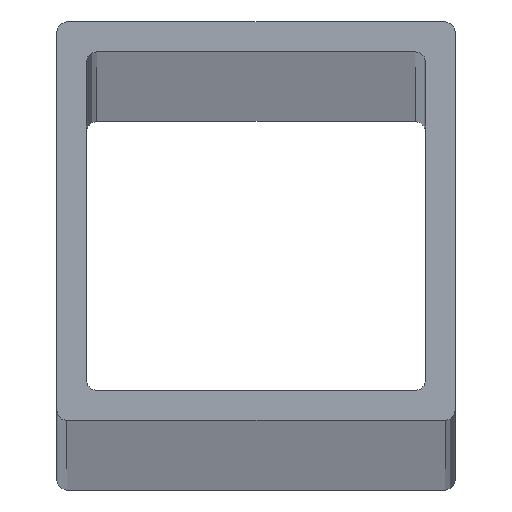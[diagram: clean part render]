
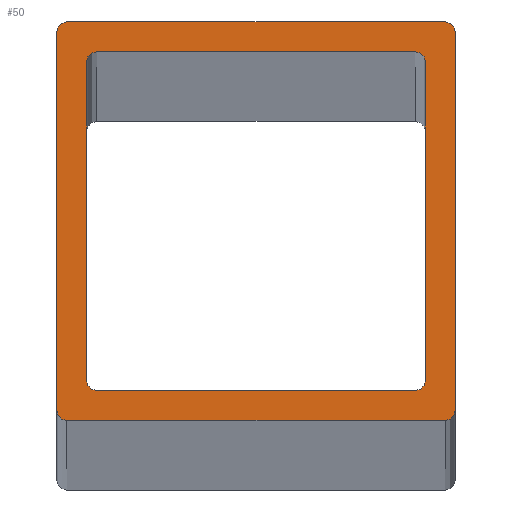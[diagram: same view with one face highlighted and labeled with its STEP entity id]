
A CAD part, top view. The second image highlights one B-rep face of the part: STEP entity #50.
In plain terms, the highlighted planar face has unit normal (0, 0, 1).
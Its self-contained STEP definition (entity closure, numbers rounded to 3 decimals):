
#50 = ADVANCED_FACE( '', ( #107, #108 ), #109, .T. );
#107 = FACE_BOUND( '', #170, .T. );
#108 = FACE_OUTER_BOUND( '', #171, .T. );
#109 = PLANE( '', #172 );
#170 = EDGE_LOOP( '', ( #247, #248, #249, #250, #251, #252, #253, #254 ) );
#171 = EDGE_LOOP( '', ( #255, #256, #257, #258, #259, #260, #261, #262 ) );
#172 = AXIS2_PLACEMENT_3D( '', #263, #264, #265 );
#247 = ORIENTED_EDGE( '', *, *, #399, .F. );
#248 = ORIENTED_EDGE( '', *, *, #385, .F. );
#249 = ORIENTED_EDGE( '', *, *, #402, .F. );
#250 = ORIENTED_EDGE( '', *, *, #403, .F. );
#251 = ORIENTED_EDGE( '', *, *, #404, .F. );
#252 = ORIENTED_EDGE( '', *, *, #390, .F. );
#253 = ORIENTED_EDGE( '', *, *, #405, .F. );
#254 = ORIENTED_EDGE( '', *, *, #406, .F. );
#255 = ORIENTED_EDGE( '', *, *, #407, .T. );
#256 = ORIENTED_EDGE( '', *, *, #408, .T. );
#257 = ORIENTED_EDGE( '', *, *, #409, .T. );
#258 = ORIENTED_EDGE( '', *, *, #410, .T. );
#259 = ORIENTED_EDGE( '', *, *, #411, .T. );
#260 = ORIENTED_EDGE( '', *, *, #412, .T. );
#261 = ORIENTED_EDGE( '', *, *, #413, .T. );
#262 = ORIENTED_EDGE( '', *, *, #395, .T. );
#263 = CARTESIAN_POINT( '', ( -9.5, -9.5, 2000. ) );
#264 = DIRECTION( '', ( 0., 0., 1. ) );
#265 = DIRECTION( '', ( 1., 0., 0. ) );
#385 = EDGE_CURVE( '', #452, #454, #455, .T. );
#390 = EDGE_CURVE( '', #461, #463, #464, .T. );
#395 = EDGE_CURVE( '', #472, #470, #473, .T. );
#399 = EDGE_CURVE( '', #454, #478, #479, .T. );
#402 = EDGE_CURVE( '', #482, #452, #483, .T. );
#403 = EDGE_CURVE( '', #484, #482, #485, .T. );
#404 = EDGE_CURVE( '', #463, #484, #486, .T. );
#405 = EDGE_CURVE( '', #487, #461, #488, .T. );
#406 = EDGE_CURVE( '', #478, #487, #489, .T. );
#407 = EDGE_CURVE( '', #470, #490, #491, .T. );
#408 = EDGE_CURVE( '', #490, #492, #493, .T. );
#409 = EDGE_CURVE( '', #492, #494, #495, .T. );
#410 = EDGE_CURVE( '', #494, #496, #497, .T. );
#411 = EDGE_CURVE( '', #496, #498, #499, .T. );
#412 = EDGE_CURVE( '', #498, #500, #501, .T. );
#413 = EDGE_CURVE( '', #500, #472, #502, .T. );
#452 = VERTEX_POINT( '', #550 );
#454 = VERTEX_POINT( '', #553 );
#455 = CIRCLE( '', #554, 0.5 );
#461 = VERTEX_POINT( '', #561 );
#463 = VERTEX_POINT( '', #564 );
#464 = CIRCLE( '', #565, 0.5 );
#470 = VERTEX_POINT( '', #572 );
#472 = VERTEX_POINT( '', #575 );
#473 = CIRCLE( '', #576, 0.5 );
#478 = VERTEX_POINT( '', #583 );
#479 = LINE( '', #584, #585 );
#482 = VERTEX_POINT( '', #589 );
#483 = LINE( '', #590, #591 );
#484 = VERTEX_POINT( '', #592 );
#485 = CIRCLE( '', #593, 0.5 );
#486 = LINE( '', #594, #595 );
#487 = VERTEX_POINT( '', #596 );
#488 = LINE( '', #597, #598 );
#489 = CIRCLE( '', #599, 0.5 );
#490 = VERTEX_POINT( '', #600 );
#491 = LINE( '', #601, #602 );
#492 = VERTEX_POINT( '', #603 );
#493 = CIRCLE( '', #604, 0.5 );
#494 = VERTEX_POINT( '', #605 );
#495 = LINE( '', #606, #607 );
#496 = VERTEX_POINT( '', #608 );
#497 = CIRCLE( '', #609, 0.5 );
#498 = VERTEX_POINT( '', #610 );
#499 = LINE( '', #611, #612 );
#500 = VERTEX_POINT( '', #613 );
#501 = CIRCLE( '', #614, 0.5 );
#502 = LINE( '', #615, #616 );
#550 = CARTESIAN_POINT( '', ( -8., 8.5, 2000. ) );
#553 = CARTESIAN_POINT( '', ( -8.5, 8., 2000. ) );
#554 = AXIS2_PLACEMENT_3D( '', #680, #681, #682 );
#561 = CARTESIAN_POINT( '', ( 8., -8.5, 2000. ) );
#564 = CARTESIAN_POINT( '', ( 8.5, -8., 2000. ) );
#565 = AXIS2_PLACEMENT_3D( '', #688, #689, #690 );
#572 = CARTESIAN_POINT( '', ( -10., 9.5, 2000. ) );
#575 = CARTESIAN_POINT( '', ( -9.5, 10., 2000. ) );
#576 = AXIS2_PLACEMENT_3D( '', #696, #697, #698 );
#583 = CARTESIAN_POINT( '', ( -8.5, -8., 2000. ) );
#584 = CARTESIAN_POINT( '', ( -8.5, 8., 2000. ) );
#585 = VECTOR( '', #701, 1000. );
#589 = CARTESIAN_POINT( '', ( 8., 8.5, 2000. ) );
#590 = CARTESIAN_POINT( '', ( 8., 8.5, 2000. ) );
#591 = VECTOR( '', #703, 1000. );
#592 = CARTESIAN_POINT( '', ( 8.5, 8., 2000. ) );
#593 = AXIS2_PLACEMENT_3D( '', #704, #705, #706 );
#594 = CARTESIAN_POINT( '', ( 8.5, -8., 2000. ) );
#595 = VECTOR( '', #707, 1000. );
#596 = CARTESIAN_POINT( '', ( -8., -8.5, 2000. ) );
#597 = CARTESIAN_POINT( '', ( -8., -8.5, 2000. ) );
#598 = VECTOR( '', #708, 1000. );
#599 = AXIS2_PLACEMENT_3D( '', #709, #710, #711 );
#600 = CARTESIAN_POINT( '', ( -10., -9.5, 2000. ) );
#601 = CARTESIAN_POINT( '', ( -10., 9.5, 2000. ) );
#602 = VECTOR( '', #712, 1000. );
#603 = CARTESIAN_POINT( '', ( -9.5, -10., 2000. ) );
#604 = AXIS2_PLACEMENT_3D( '', #713, #714, #715 );
#605 = CARTESIAN_POINT( '', ( 9.5, -10., 2000. ) );
#606 = CARTESIAN_POINT( '', ( -9.5, -10., 2000. ) );
#607 = VECTOR( '', #716, 1000. );
#608 = CARTESIAN_POINT( '', ( 10., -9.5, 2000. ) );
#609 = AXIS2_PLACEMENT_3D( '', #717, #718, #719 );
#610 = CARTESIAN_POINT( '', ( 10., 9.5, 2000. ) );
#611 = CARTESIAN_POINT( '', ( 10., -9.5, 2000. ) );
#612 = VECTOR( '', #720, 1000. );
#613 = CARTESIAN_POINT( '', ( 9.5, 10., 2000. ) );
#614 = AXIS2_PLACEMENT_3D( '', #721, #722, #723 );
#615 = CARTESIAN_POINT( '', ( 9.5, 10., 2000. ) );
#616 = VECTOR( '', #724, 1000. );
#680 = CARTESIAN_POINT( '', ( -8., 8., 2000. ) );
#681 = DIRECTION( '', ( 0., 0., 1. ) );
#682 = DIRECTION( '', ( 1., 0., 0. ) );
#688 = CARTESIAN_POINT( '', ( 8., -8., 2000. ) );
#689 = DIRECTION( '', ( 0., 0., 1. ) );
#690 = DIRECTION( '', ( 1., 0., 0. ) );
#696 = CARTESIAN_POINT( '', ( -9.5, 9.5, 2000. ) );
#697 = DIRECTION( '', ( 0., 0., 1. ) );
#698 = DIRECTION( '', ( 1., 0., 0. ) );
#701 = DIRECTION( '', ( 0., -1., 0. ) );
#703 = DIRECTION( '', ( -1., 0., 0. ) );
#704 = CARTESIAN_POINT( '', ( 8., 8., 2000. ) );
#705 = DIRECTION( '', ( 0., 0., 1. ) );
#706 = DIRECTION( '', ( 1., 0., 0. ) );
#707 = DIRECTION( '', ( 0., 1., 0. ) );
#708 = DIRECTION( '', ( 1., 0., 0. ) );
#709 = CARTESIAN_POINT( '', ( -8., -8., 2000. ) );
#710 = DIRECTION( '', ( 0., 0., 1. ) );
#711 = DIRECTION( '', ( 1., 0., 0. ) );
#712 = DIRECTION( '', ( 0., -1., 0. ) );
#713 = CARTESIAN_POINT( '', ( -9.5, -9.5, 2000. ) );
#714 = DIRECTION( '', ( 0., 0., 1. ) );
#715 = DIRECTION( '', ( 1., 0., 0. ) );
#716 = DIRECTION( '', ( 1., 0., 0. ) );
#717 = CARTESIAN_POINT( '', ( 9.5, -9.5, 2000. ) );
#718 = DIRECTION( '', ( 0., 0., 1. ) );
#719 = DIRECTION( '', ( 1., 0., 0. ) );
#720 = DIRECTION( '', ( 0., 1., 0. ) );
#721 = CARTESIAN_POINT( '', ( 9.5, 9.5, 2000. ) );
#722 = DIRECTION( '', ( 0., 0., 1. ) );
#723 = DIRECTION( '', ( 1., 0., 0. ) );
#724 = DIRECTION( '', ( -1., 0., 0. ) );
